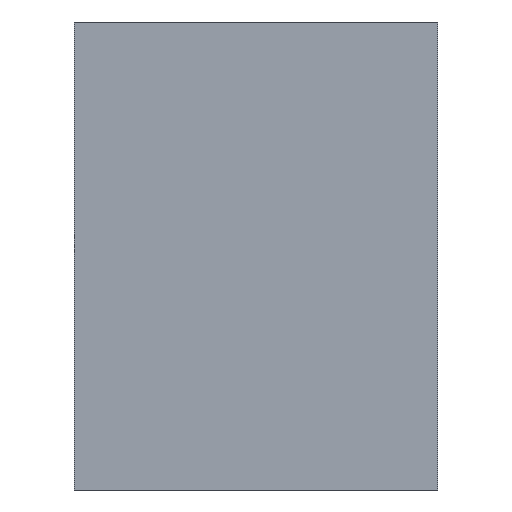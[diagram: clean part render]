
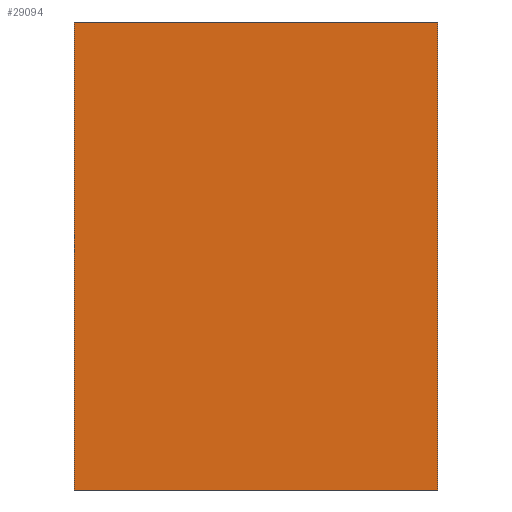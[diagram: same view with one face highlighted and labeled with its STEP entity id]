
A CAD part, front view. The second image highlights one B-rep face of the part: STEP entity #29094.
In plain terms, the highlighted planar face has unit normal (0, -1, 0).
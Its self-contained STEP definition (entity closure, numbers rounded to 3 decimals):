
#24491 = VERTEX_POINT('',#24492);
#24492 = CARTESIAN_POINT('',(127.967,0.,
    -164.547));
#24498 = EDGE_CURVE('',#24491,#24499,#24501,.T.);
#24499 = VERTEX_POINT('',#24500);
#24500 = CARTESIAN_POINT('',(-127.967,0.,
    -164.547));
#24501 = LINE('',#24502,#24503);
#24502 = CARTESIAN_POINT('',(127.967,0.,
    -164.547));
#24503 = VECTOR('',#24504,1.);
#24504 = DIRECTION('',(-1.,0.,0.));
#24522 = EDGE_CURVE('',#24499,#24523,#24525,.T.);
#24523 = VERTEX_POINT('',#24524);
#24524 = CARTESIAN_POINT('',(-127.967,0.,
    164.547));
#24525 = LINE('',#24526,#24527);
#24526 = CARTESIAN_POINT('',(-127.967,0.,
    -164.547));
#24527 = VECTOR('',#24528,1.);
#24528 = DIRECTION('',(0.,0.,1.));
#24546 = EDGE_CURVE('',#24523,#24547,#24549,.T.);
#24547 = VERTEX_POINT('',#24548);
#24548 = CARTESIAN_POINT('',(127.967,0.,
    164.547));
#24549 = LINE('',#24550,#24551);
#24550 = CARTESIAN_POINT('',(-127.967,0.,
    164.547));
#24551 = VECTOR('',#24552,1.);
#24552 = DIRECTION('',(1.,0.,0.));
#24570 = EDGE_CURVE('',#24547,#24491,#24571,.T.);
#24571 = LINE('',#24572,#24573);
#24572 = CARTESIAN_POINT('',(127.967,0.,
    164.547));
#24573 = VECTOR('',#24574,1.);
#24574 = DIRECTION('',(0.,0.,-1.));
#29094 = ADVANCED_FACE('',(#29095),#29101,.F.);
#29095 = FACE_BOUND('',#29096,.T.);
#29096 = EDGE_LOOP('',(#29097,#29098,#29099,#29100));
#29097 = ORIENTED_EDGE('',*,*,#24498,.F.);
#29098 = ORIENTED_EDGE('',*,*,#24570,.F.);
#29099 = ORIENTED_EDGE('',*,*,#24546,.F.);
#29100 = ORIENTED_EDGE('',*,*,#24522,.F.);
#29101 = PLANE('',#29102);
#29102 = AXIS2_PLACEMENT_3D('',#29103,#29104,#29105);
#29103 = CARTESIAN_POINT('',(0.,0.,0.));
#29104 = DIRECTION('',(0.,1.,0.));
#29105 = DIRECTION('',(-1.,0.,0.));
